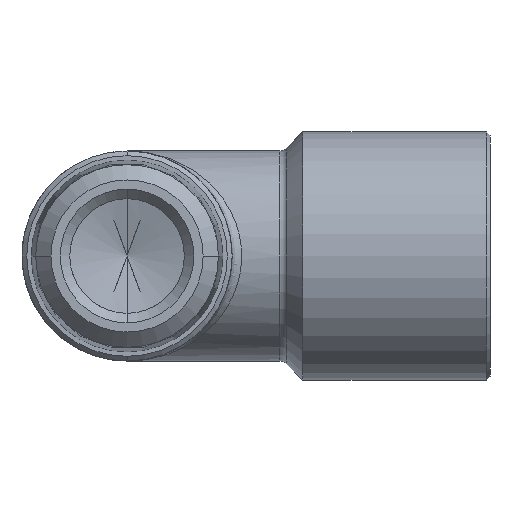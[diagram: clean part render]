
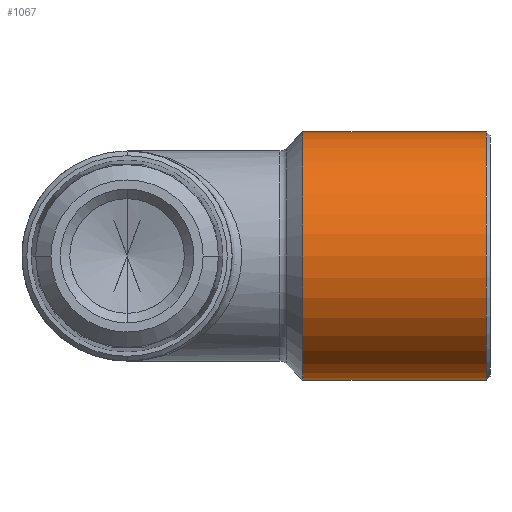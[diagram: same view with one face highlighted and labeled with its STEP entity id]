
A CAD part, front view. The second image highlights one B-rep face of the part: STEP entity #1067.
In plain terms, the highlighted cylindrical face has radius 6.5 mm (diameter 13 mm), a partial arc.
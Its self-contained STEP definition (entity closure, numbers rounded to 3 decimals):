
#71 = VECTOR ( 'NONE', #776, 1000. ) ;
#74 = VECTOR ( 'NONE', #781, 1000. ) ;
#98 = AXIS2_PLACEMENT_3D ( 'NONE', #260, #261, #262 ) ;
#123 = CIRCLE ( 'NONE', #137, 6.5 ) ;
#129 = CIRCLE ( 'NONE', #131, 6.5 ) ;
#131 = AXIS2_PLACEMENT_3D ( 'NONE', #330, #331, #332 ) ;
#137 = AXIS2_PLACEMENT_3D ( 'NONE', #348, #349, #350 ) ;
#260 = CARTESIAN_POINT ( 'NONE',  ( -6.815, 0., 0. ) ) ;
#261 = DIRECTION ( 'NONE',  ( -1., 0., 0. ) ) ;
#262 = DIRECTION ( 'NONE',  ( 0., 0., 1. ) ) ;
#330 = CARTESIAN_POINT ( 'NONE',  ( 9.207, 0., 0. ) ) ;
#331 = DIRECTION ( 'NONE',  ( 1., 0., 0. ) ) ;
#332 = DIRECTION ( 'NONE',  ( 0., 0., -1. ) ) ;
#348 = CARTESIAN_POINT ( 'NONE',  ( 18.8, 0., 0. ) ) ;
#349 = DIRECTION ( 'NONE',  ( -1., 0., 0. ) ) ;
#350 = DIRECTION ( 'NONE',  ( 0., 0., 1. ) ) ;
#551 = CARTESIAN_POINT ( 'NONE',  ( 18.8, 0., -6.5 ) ) ;
#552 = CARTESIAN_POINT ( 'NONE',  ( 18.8, 0., 6.5 ) ) ;
#553 = CARTESIAN_POINT ( 'NONE',  ( 9.207, 0., -6.5 ) ) ;
#554 = CARTESIAN_POINT ( 'NONE',  ( 9.207, 0., 6.5 ) ) ;
#775 = CARTESIAN_POINT ( 'NONE',  ( -6.815, 0., -6.5 ) ) ;
#776 = DIRECTION ( 'NONE',  ( -1., 0., 0. ) ) ;
#780 = CARTESIAN_POINT ( 'NONE',  ( -6.815, 0., 6.5 ) ) ;
#781 = DIRECTION ( 'NONE',  ( -1., 0., 0. ) ) ;
#1045 = EDGE_CURVE ( 'NONE', #1348, #1350, #1383, .T. ) ;
#1047 = EDGE_CURVE ( 'NONE', #1349, #1351, #1384, .T. ) ;
#1067 = ADVANCED_FACE ( 'NONE', ( #1401 ), #1402, .T. ) ;
#1090 = EDGE_CURVE ( 'NONE', #1351, #1350, #129, .T. ) ;
#1095 = EDGE_CURVE ( 'NONE', #1348, #1349, #123, .T. ) ;
#1180 = EDGE_LOOP ( 'NONE', ( #1237, #1238, #1236, #1240 ) ) ;
#1236 = ORIENTED_EDGE ( 'NONE', *, *, #1047, .T. ) ;
#1237 = ORIENTED_EDGE ( 'NONE', *, *, #1045, .F. ) ;
#1238 = ORIENTED_EDGE ( 'NONE', *, *, #1095, .T. ) ;
#1240 = ORIENTED_EDGE ( 'NONE', *, *, #1090, .T. ) ;
#1348 = VERTEX_POINT ( 'NONE', #551 ) ;
#1349 = VERTEX_POINT ( 'NONE', #552 ) ;
#1350 = VERTEX_POINT ( 'NONE', #553 ) ;
#1351 = VERTEX_POINT ( 'NONE', #554 ) ;
#1383 = LINE ( 'NONE', #775, #71 ) ;
#1384 = LINE ( 'NONE', #780, #74 ) ;
#1401 = FACE_OUTER_BOUND ( 'NONE', #1180, .T. ) ;
#1402 = CYLINDRICAL_SURFACE ( 'NONE', #98, 6.5 ) ;
